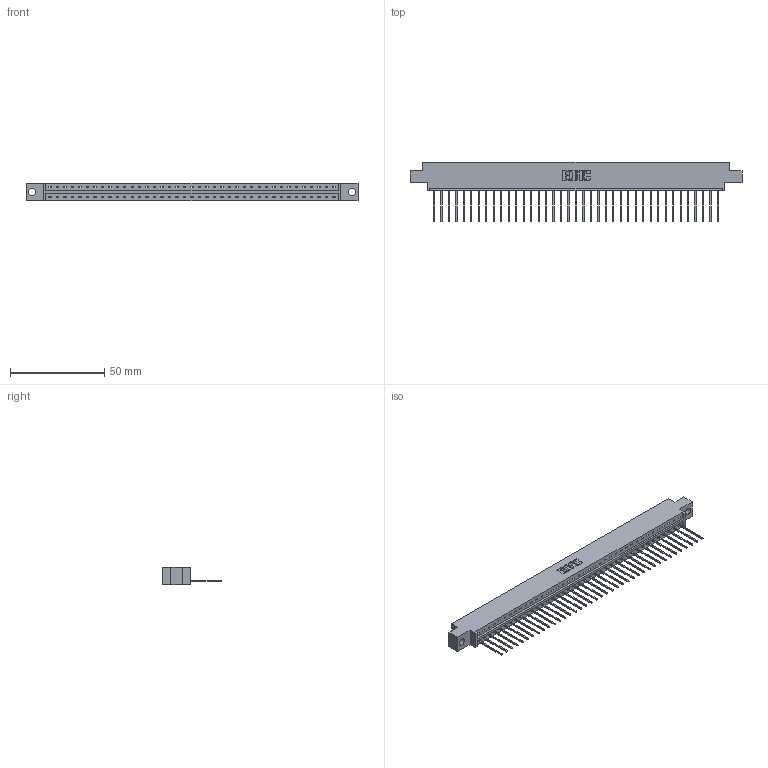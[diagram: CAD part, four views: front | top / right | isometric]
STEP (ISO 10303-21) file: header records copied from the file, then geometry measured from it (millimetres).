
FILE_DESCRIPTION (( 'STEP AP203' ), '1' );
FILE_NAME ('333-039-542-604.STEP', '2018-08-03T13:00:56', ( '' ), ( '' ), 'SwSTEP 2.0', 'SolidWorks 2016', '' );
FILE_SCHEMA (( 'CONFIG_CONTROL_DESIGN' ));
Length unit declared in the file: inch
Products named in the file (3): 333 Part_Offset - .156 Dia - TH; 345-292-001_345-293-142; 333-039-542-604
Assembly tree (40 placements, depth 2):
  333-039-542-604
    333 Part_Offset - .156 Dia - TH
    345-292-001_345-293-142  x39
Bounding box: 176.07 x 31.63 x 9.4 mm (x, y, z)
Volume: 17463.2 mm3; surface area: 19440 mm2
Topology: 40 solids, 40 shells, 2380 faces, 7187 edges, 4738 vertices
Faces by surface type: plane 1712, cylinder 668
Entity records: 24383 total; most frequent: CARTESIAN_POINT 4215, ORIENTED_EDGE 4190, DIRECTION 3561, EDGE_CURVE 2095, LINE 1967, VECTOR 1967, VERTEX_POINT 1394, AXIS2_PLACEMENT_3D 797
